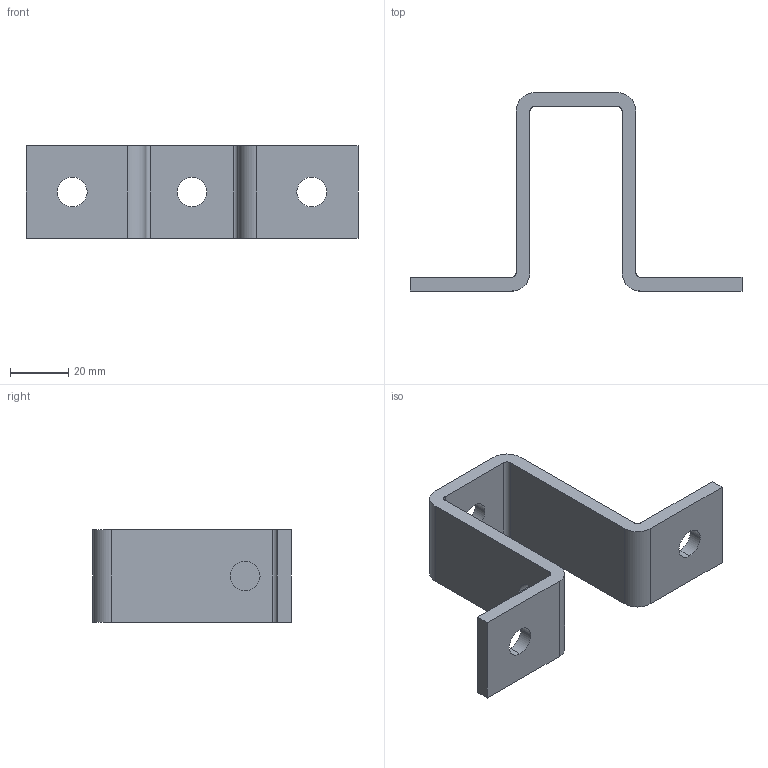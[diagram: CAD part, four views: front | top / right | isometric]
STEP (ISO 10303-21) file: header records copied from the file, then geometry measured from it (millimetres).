
FILE_DESCRIPTION(('TurboCAD Mac Pro'),'Build 980');
FILE_NAME('A5047.stp',' ',(''),(''),'ACIS Interop','IMSI','TurboCAD Mac Pro BY IMSI, INCORPORATED');
FILE_SCHEMA(('automotive_design'));
Length unit declared in the file: inch
Products named in the file (1): 1
Bounding box: 114.3 x 68.26 x 31.75 mm (x, y, z)
Volume: 33863.9 mm3; surface area: 17374.5 mm2
Topology: 1 solids, 1 shells, 38 faces, 108 edges, 72 vertices
Faces by surface type: bspline 24, plane 14
Entity records: 1700 total; most frequent: CARTESIAN_POINT 531, ORIENTED_EDGE 216, EDGE_CURVE 108, DIRECTION 90, VERTEX_POINT 72, LINE 60, VECTOR 60, B_SPLINE_CURVE_WITH_KNOTS 48
